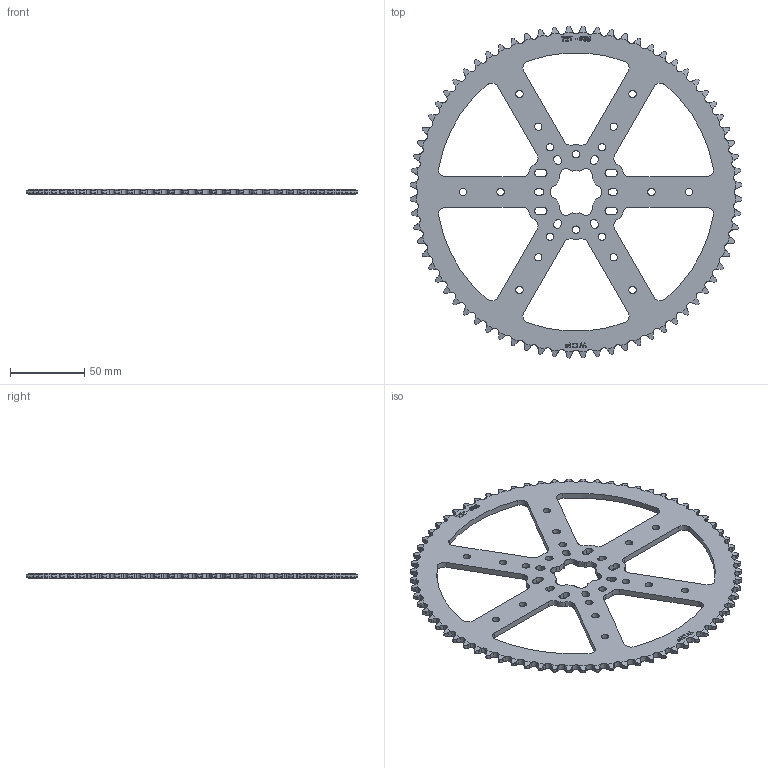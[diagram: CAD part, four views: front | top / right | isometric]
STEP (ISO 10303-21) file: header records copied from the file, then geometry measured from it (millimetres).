
FILE_DESCRIPTION (( 'STEP AP214' ), '1' );
FILE_NAME ('WCP-0989 Rev2.step', '2023-12-13T23:19:43', ( '' ), ( '' ), 'SwSTEP 2.0', 'SolidWorks 2022', '' );
FILE_SCHEMA (( 'AUTOMOTIVE_DESIGN' ));
Length unit declared in the file: inch
Products named in the file (1): WCP-0989 Rev2
Bounding box: 223.7 x 223.7 x 4 mm (x, y, z)
Volume: 75601.9 mm3; surface area: 49252.1 mm2
Topology: 1 solids, 1 shells, 1084 faces, 3210 edges, 2140 vertices
Faces by surface type: cylinder 610, plane 295, cone 144, bspline 35
Entity records: 39964 total; most frequent: CARTESIAN_POINT 11782, ORIENTED_EDGE 6420, DIRECTION 5372, EDGE_CURVE 3210, VERTEX_POINT 2140, AXIS2_PLACEMENT_3D 2086, LINE 1200, VECTOR 1200
